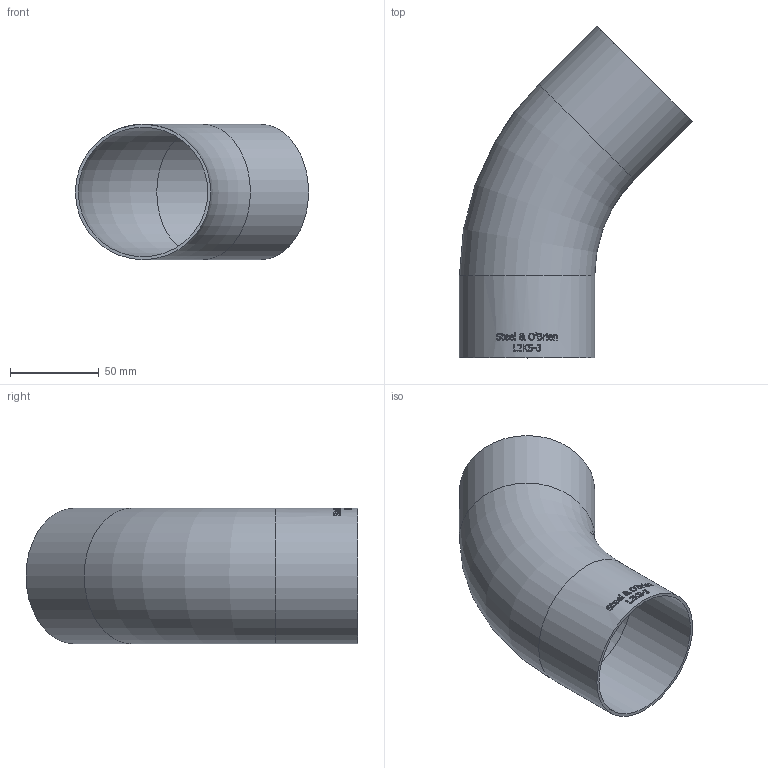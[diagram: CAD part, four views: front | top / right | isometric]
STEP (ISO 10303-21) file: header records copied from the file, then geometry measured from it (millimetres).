
FILE_DESCRIPTION(/* description */ (''),/* implementation_level */ '2;1');
FILE_NAME(/* name */ 'L2KS-3.stp',/* time_stamp */ '2020-02-28T17:36:05-05:00',/* author */ ('rick'),/* organization */ (''),/* preprocessor_version */ 'ST-DEVELOPER v15.2',/* originating_system */ 'Autodesk Inventor 2014',/* authorisation */ '');
FILE_SCHEMA (('AUTOMOTIVE_DESIGN { 1 0 10303 214 3 1 1 }'));
Length unit declared in the file: inch
Products named in the file (1): L2KS-3
Bounding box: 131.28 x 186.85 x 76.2 mm (x, y, z)
Volume: 70530.5 mm3; surface area: 86259.6 mm2
Topology: 1 solids, 1 shells, 321 faces, 874 edges, 583 vertices
Faces by surface type: bspline 165, plane 122, cylinder 32, torus 2
Full cylindrical faces by diameter (mm): 72.898 x2, 76.2 x2
Entity records: 13086 total; most frequent: CARTESIAN_POINT 5962, ORIENTED_EDGE 1726, DIRECTION 991, EDGE_CURVE 863, VERTEX_POINT 578, LINE 389, VECTOR 389, EDGE_LOOP 357
